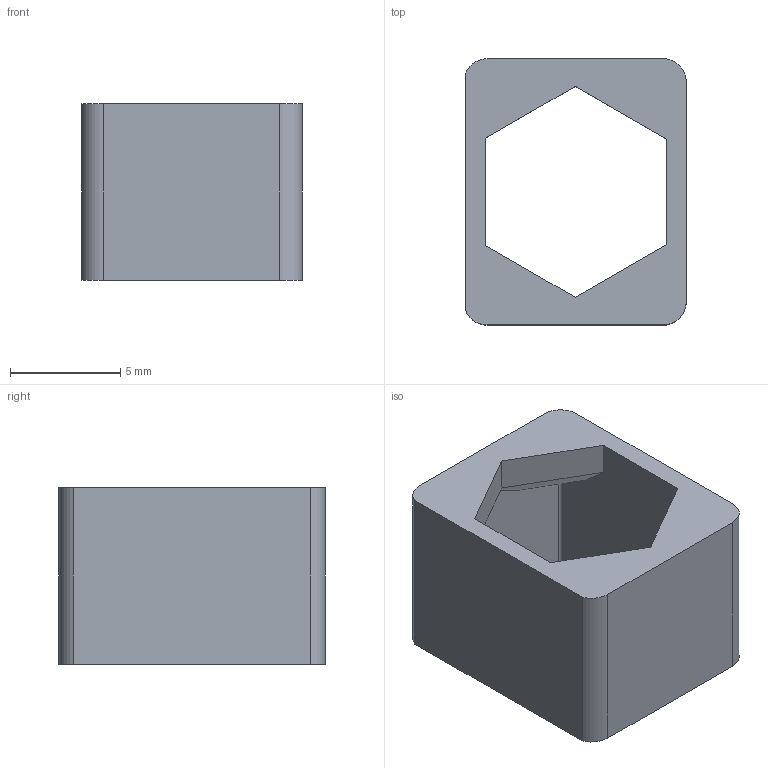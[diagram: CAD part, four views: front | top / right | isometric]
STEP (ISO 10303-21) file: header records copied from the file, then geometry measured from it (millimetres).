
FILE_DESCRIPTION(/* description */ (''),/* implementation_level */ '2;1');
FILE_NAME(/* name */ 'Spacer-retainer-plug.step',/* time_stamp */ '2026-01-14T16:49:15Z',/* author */ (''),/* organization */ (''),/* preprocessor_version */ 'ST-DEVELOPER v20.1',/* originating_system */ 'Autodesk Translation Framework v14.21.0.0',/* authorisation */ '');
FILE_SCHEMA (('AUTOMOTIVE_DESIGN { 1 0 10303 214 3 1 1 }'));
Length unit declared in the file: millimetre
Products named in the file (1): Spacer-retainer-plug
Bounding box: 10.02 x 12.1 x 8 mm (x, y, z)
Volume: 340.6 mm3; surface area: 729.6 mm2
Topology: 1 solids, 1 shells, 30 faces, 82 edges, 54 vertices
Faces by surface type: plane 22, cylinder 8
Entity records: 983 total; most frequent: CARTESIAN_POINT 167, ORIENTED_EDGE 164, DIRECTION 160, EDGE_CURVE 82, LINE 66, VECTOR 66, VERTEX_POINT 54, AXIS2_PLACEMENT_3D 47
